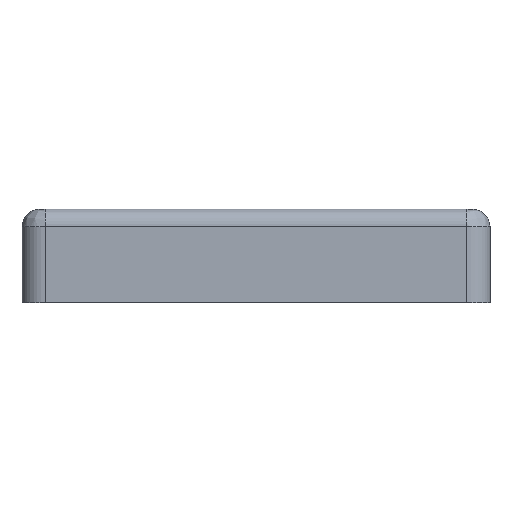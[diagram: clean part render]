
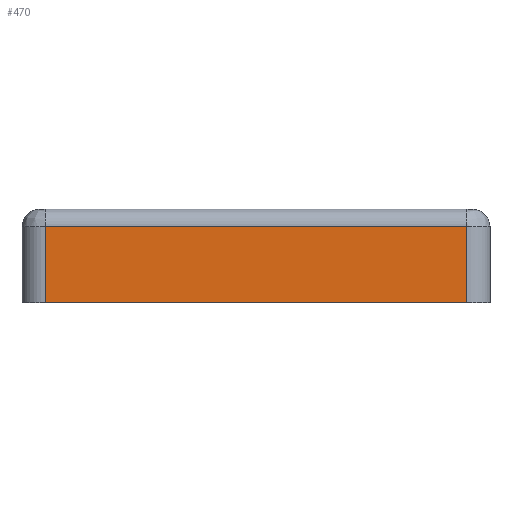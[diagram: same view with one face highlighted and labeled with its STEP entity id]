
A CAD part, front view. The second image highlights one B-rep face of the part: STEP entity #470.
In plain terms, the highlighted planar face has unit normal (0, -1, 0).
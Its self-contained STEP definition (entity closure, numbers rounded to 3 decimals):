
#470=ADVANCED_FACE('NONE',(#1152),#1153,.F.);
#1152=FACE_OUTER_BOUND('',#2869,.T.);
#1153=PLANE('',#2870);
#2869=EDGE_LOOP('',(#5721,#5722,#5723,#5724));
#2870=AXIS2_PLACEMENT_3D('',#5725,#5726,#5727);
#5721=ORIENTED_EDGE('',*,*,#7749,.F.);
#5722=ORIENTED_EDGE('',*,*,#7780,.F.);
#5723=ORIENTED_EDGE('',*,*,#7781,.F.);
#5724=ORIENTED_EDGE('',*,*,#7782,.F.);
#5725=CARTESIAN_POINT('',(40.0,-40.0,16.0));
#5726=DIRECTION('',(0.,1.0,0.));
#5727=DIRECTION('',(1.0,0.0,0.));
#7749=EDGE_CURVE('NONE',#8948,#8950,#8951,.T.);
#7780=EDGE_CURVE('NONE',#8988,#8948,#8989,.T.);
#7781=EDGE_CURVE('NONE',#8990,#8988,#8991,.T.);
#7782=EDGE_CURVE('NONE',#8950,#8990,#8992,.T.);
#8948=VERTEX_POINT('NONE',#11235);
#8950=VERTEX_POINT('NONE',#11237);
#8951=LINE('',#11238,#11239);
#8988=VERTEX_POINT('NONE',#11283);
#8989=LINE('',#11284,#11285);
#8990=VERTEX_POINT('NONE',#11286);
#8991=LINE('',#11287,#11288);
#8992=LINE('',#11289,#11290);
#11235=CARTESIAN_POINT('',(-36.0,-40.0,13.0));
#11237=CARTESIAN_POINT('',(36.0,-40.0,13.0));
#11238=CARTESIAN_POINT('',(-40.0,-40.0,13.0));
#11239=VECTOR('',#13624,1000.0);
#11283=CARTESIAN_POINT('',(-36.0,-40.0,0.0));
#11284=CARTESIAN_POINT('',(-36.0,-40.0,16.0));
#11285=VECTOR('',#13665,1000.0);
#11286=CARTESIAN_POINT('',(36.0,-40.0,0.0));
#11287=CARTESIAN_POINT('',(-40.0,-40.0,0.0));
#11288=VECTOR('',#13666,1000.0);
#11289=CARTESIAN_POINT('',(36.0,-40.0,16.0));
#11290=VECTOR('',#13667,1000.0);
#13624=DIRECTION('',(1.0,0.,-0.0));
#13665=DIRECTION('',(0.0,0.,1.0));
#13666=DIRECTION('',(-1.0,-0.0,0.0));
#13667=DIRECTION('',(-0.0,0.,-1.0));
